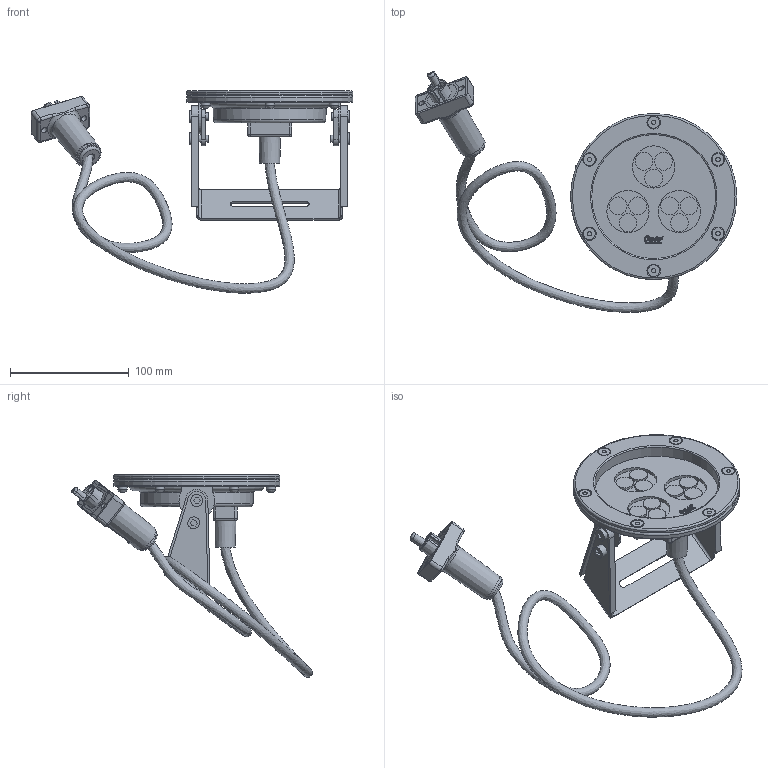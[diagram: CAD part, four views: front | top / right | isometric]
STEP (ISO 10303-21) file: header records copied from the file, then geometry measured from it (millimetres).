
FILE_DESCRIPTION(/* description */ (''),/* implementation_level */ '2;1');
FILE_NAME(/* name */ '72663_Profilux_Basic LED_L_W spot.stp',/* time_stamp */ '2019-02-04T09:57:53+01:00',/* author */ ('guzb562'),/* organization */ (''),/* preprocessor_version */ 'ST-DEVELOPER v17.2',/* originating_system */ 'Autodesk Inventor 2019',/* authorisation */ '');
FILE_SCHEMA (('CONFIG_CONTROL_DESIGN'));
Length unit declared in the file: millimetre
Products named in the file (5): 70132_Profilux_LED_L_spot; 70132_ProfiLux_LED_LRGB_Spot; 70132_Profilux_LED_L_spot_1; Stecker 24V; 70132_Profilux_LED_L_Kabelbaum
Assembly tree (4 placements, depth 2):
  70132_Profilux_LED_L_spot
    70132_ProfiLux_LED_LRGB_Spot
    70132_Profilux_LED_L_spot_1
    Stecker 24V
    70132_Profilux_LED_L_Kabelbaum
Bounding box: 270.8 x 202.57 x 170.29 mm (x, y, z)
Volume: 247726.2 mm3; surface area: 113085.3 mm2
Topology: 9 solids, 16 shells, 1015 faces, 2552 edges, 1672 vertices
Faces by surface type: plane 692, cylinder 152, bspline 141, cone 17, torus 9, sphere 4
Full cylindrical faces by diameter (mm): 3.6 x5, 3.618 x1, 5.2 x6, 5.216 x2, 6 x8, 6.5 x2, 7.255 x1, 7.794 x6, 10 x10, 11.314 x6, 15 x9, 15.899 x1, 19.899 x1, 22.126 x1, 35.5 x3, 104.439 x1, 113.144 x1, 137 x1, 139.809 x1, 140 x1
Entity records: 35574 total; most frequent: CARTESIAN_POINT 10848, ORIENTED_EDGE 5102, DIRECTION 4491, EDGE_CURVE 2552, LINE 1819, VECTOR 1819, VERTEX_POINT 1672, AXIS2_PLACEMENT_3D 1336
